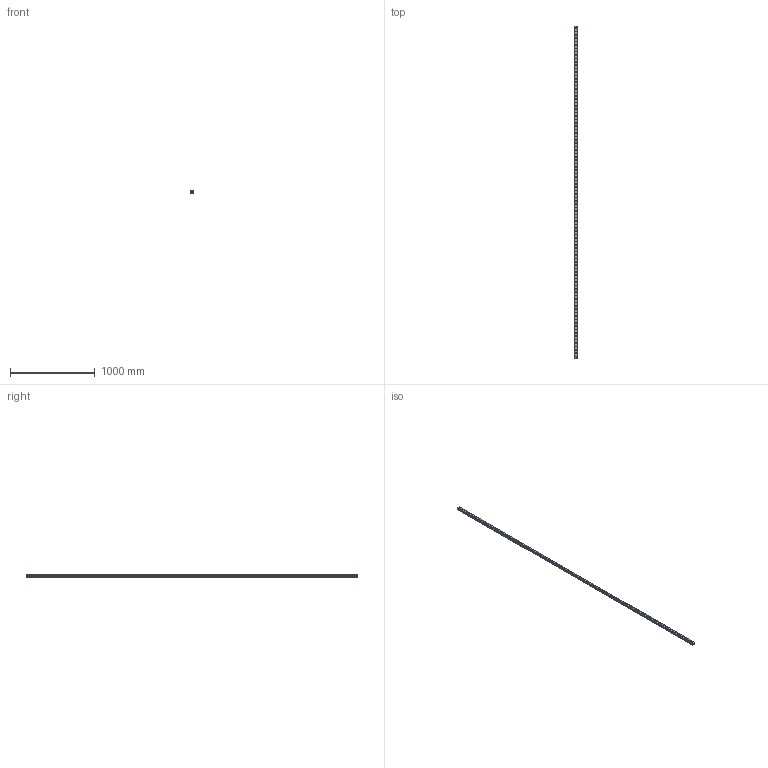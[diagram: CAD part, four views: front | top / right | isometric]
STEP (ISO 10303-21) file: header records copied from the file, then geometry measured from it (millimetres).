
FILE_DESCRIPTION(('STEP AP214'),'1');
FILE_NAME('cctmp_0A1FA71A-9F36-41C5-8EF7-B2F9636776EE_2021_03_11_14_57_49_0453..stp','2021-03-11T13:57:49',('HIWIN GmbH'),('CADClick - www.CADClick.com'),'Spatial InterOp 3D',' ','unknown authorization');
FILE_SCHEMA(('AUTOMOTIVE_DESIGN'));
Length unit declared in the file: millimetre
Products named in the file (1): RGR30R3920H_FILE
Bounding box: 28 x 3920 x 28 mm (x, y, z)
Volume: 2249546.8 mm3; surface area: 581011.1 mm2
Topology: 1 solids, 1 shells, 997 faces, 2091 edges, 1394 vertices
Faces by surface type: cylinder 606, plane 391
Entity records: 35217 total; most frequent: DIRECTION 5299, CARTESIAN_POINT 4483, ORIENTED_EDGE 4182, AXIS2_PLACEMENT_3D 2210, EDGE_CURVE 2091, VERTEX_POINT 1394, EDGE_LOOP 1295, CIRCLE 1212
